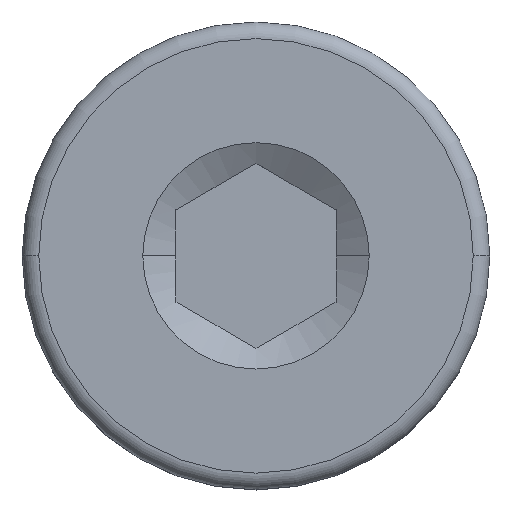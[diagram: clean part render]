
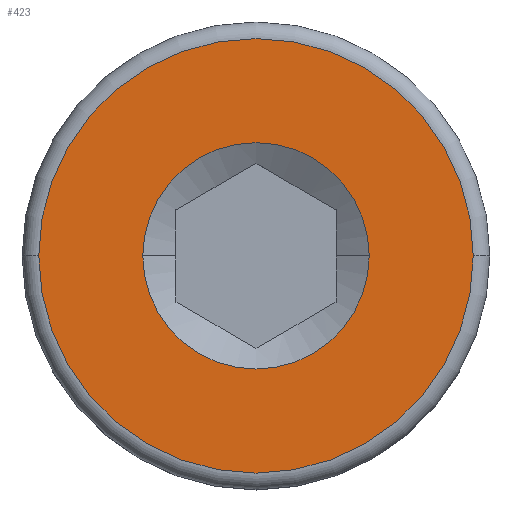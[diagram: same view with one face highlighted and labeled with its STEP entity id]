
A CAD part, top view. The second image highlights one B-rep face of the part: STEP entity #423.
In plain terms, the highlighted planar face has unit normal (0, 0, 1).
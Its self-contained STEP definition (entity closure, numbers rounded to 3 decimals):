
#15 = CARTESIAN_POINT ( 'NONE',  ( 0., 0., 3.175 ) ) ;
#133 = CARTESIAN_POINT ( 'NONE',  ( 0.92, 0., 3.175 ) ) ;
#193 = CARTESIAN_POINT ( 'NONE',  ( -1.765, 0., 3.175 ) ) ;
#256 = VERTEX_POINT ( 'NONE', #1029 ) ;
#268 = EDGE_LOOP ( 'NONE', ( #1004, #1494 ) ) ;
#282 = DIRECTION ( 'NONE',  ( 0., 0., 1. ) ) ;
#303 = EDGE_CURVE ( 'NONE', #461, #256, #1306, .T. ) ;
#378 = CIRCLE ( 'NONE', #1092, 1.765 ) ;
#414 = VERTEX_POINT ( 'NONE', #193 ) ;
#423 = ADVANCED_FACE ( 'NONE', ( #3251, #2958 ), #1208, .T. ) ;
#461 = VERTEX_POINT ( 'NONE', #133 ) ;
#542 = AXIS2_PLACEMENT_3D ( 'NONE', #2581, #282, #3172 ) ;
#598 = DIRECTION ( 'NONE',  ( 0., 0., 1. ) ) ;
#656 = CARTESIAN_POINT ( 'NONE',  ( 0., 1.765, 3.175 ) ) ;
#673 = EDGE_LOOP ( 'NONE', ( #1962, #1937 ) ) ;
#837 = CARTESIAN_POINT ( 'NONE',  ( 0., 0., 3.175 ) ) ;
#914 = DIRECTION ( 'NONE',  ( 1., 0., 0. ) ) ;
#971 = VERTEX_POINT ( 'NONE', #2852 ) ;
#1004 = ORIENTED_EDGE ( 'NONE', *, *, #303, .F. ) ;
#1005 = CIRCLE ( 'NONE', #2881, 1.765 ) ;
#1029 = CARTESIAN_POINT ( 'NONE',  ( -0.92, 0., 3.175 ) ) ;
#1083 = DIRECTION ( 'NONE',  ( 0., 0., -1. ) ) ;
#1092 = AXIS2_PLACEMENT_3D ( 'NONE', #15, #1083, #1545 ) ;
#1141 = CIRCLE ( 'NONE', #542, 0.92 ) ;
#1208 = PLANE ( 'NONE',  #2855 ) ;
#1227 = DIRECTION ( 'NONE',  ( 0., 0., 1. ) ) ;
#1306 = CIRCLE ( 'NONE', #2424, 0.92 ) ;
#1494 = ORIENTED_EDGE ( 'NONE', *, *, #1602, .F. ) ;
#1545 = DIRECTION ( 'NONE',  ( -1., 0., 0. ) ) ;
#1578 = EDGE_CURVE ( 'NONE', #414, #971, #378, .T. ) ;
#1602 = EDGE_CURVE ( 'NONE', #256, #461, #1141, .T. ) ;
#1937 = ORIENTED_EDGE ( 'NONE', *, *, #2435, .F. ) ;
#1962 = ORIENTED_EDGE ( 'NONE', *, *, #1578, .F. ) ;
#2330 = DIRECTION ( 'NONE',  ( -1., 0., 0. ) ) ;
#2424 = AXIS2_PLACEMENT_3D ( 'NONE', #2607, #598, #2892 ) ;
#2435 = EDGE_CURVE ( 'NONE', #971, #414, #1005, .T. ) ;
#2567 = DIRECTION ( 'NONE',  ( 0., 0., -1. ) ) ;
#2581 = CARTESIAN_POINT ( 'NONE',  ( 0., 0., 3.175 ) ) ;
#2607 = CARTESIAN_POINT ( 'NONE',  ( 0., 0., 3.175 ) ) ;
#2852 = CARTESIAN_POINT ( 'NONE',  ( 1.765, 0., 3.175 ) ) ;
#2855 = AXIS2_PLACEMENT_3D ( 'NONE', #656, #1227, #914 ) ;
#2881 = AXIS2_PLACEMENT_3D ( 'NONE', #837, #2567, #2330 ) ;
#2892 = DIRECTION ( 'NONE',  ( 1., 0., 0. ) ) ;
#2958 = FACE_OUTER_BOUND ( 'NONE', #673, .T. ) ;
#3172 = DIRECTION ( 'NONE',  ( 1., 0., 0. ) ) ;
#3251 = FACE_BOUND ( 'NONE', #268, .T. ) ;
